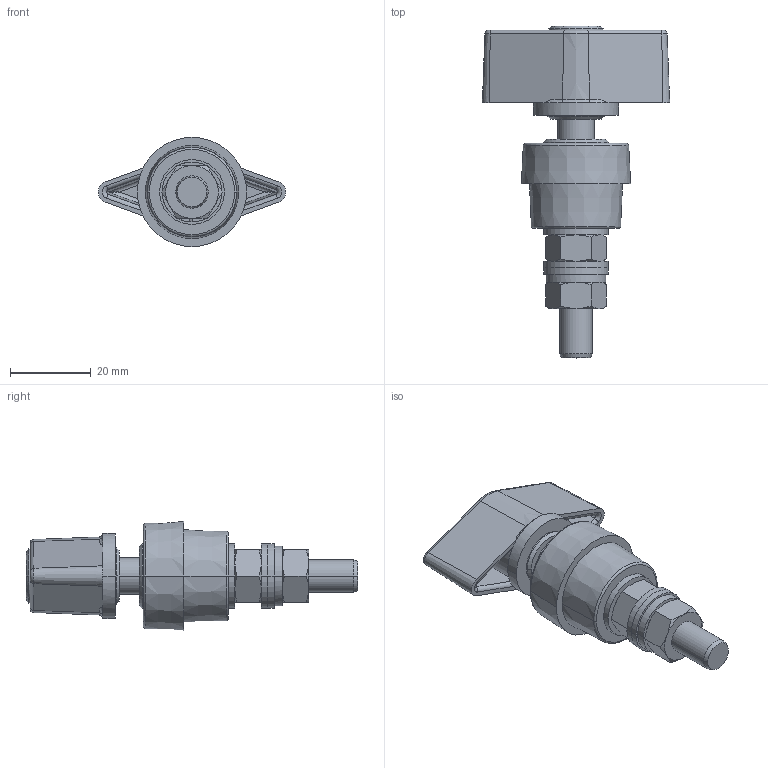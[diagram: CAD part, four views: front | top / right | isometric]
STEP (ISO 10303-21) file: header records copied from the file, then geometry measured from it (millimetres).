
FILE_DESCRIPTION((''),'2;1');
FILE_NAME('2288_POL_102_ASM','2019-11-04T',('alrh'),(''),'PRO/ENGINEER BY PARAMETRIC TECHNOLOGY CORPORATION, 2015110','PRO/ENGINEER BY PARAMETRIC TECHNOLOGY CORPORATION, 2015110','');
FILE_SCHEMA(('CONFIG_CONTROL_DESIGN'));
Length unit declared in the file: millimetre
Products named in the file (7): 2288_POL_102_1; 2288_POL_102_2; 2288_POL_102_3; A8_ISO7090_MS; M8_ISO4032_MS; A8_DIN127; 2288_POL_102_ASM
Assembly tree (9 placements, depth 2):
  2288_POL_102_ASM
    2288_POL_102_1
    2288_POL_102_2
    2288_POL_102_3
    A8_ISO7090_MS  x3
    M8_ISO4032_MS  x2
    A8_DIN127
Bounding box: 46.33 x 82 x 27 mm (x, y, z)
Volume: 22165.2 mm3; surface area: 15735 mm2
Topology: 9 solids, 13 shells, 212 faces, 474 edges, 291 vertices
Faces by surface type: cylinder 74, plane 66, cone 52, torus 14, bspline 6
Entity records: 8146 total; most frequent: CARTESIAN_POINT 1961, DIRECTION 882, ORIENTED_EDGE 760, PRESENTATION_STYLE_ASSIGNMENT 471, STYLED_ITEM 407, CURVE_STYLE 386, EDGE_CURVE 386, AXIS2_PLACEMENT_3D 370
